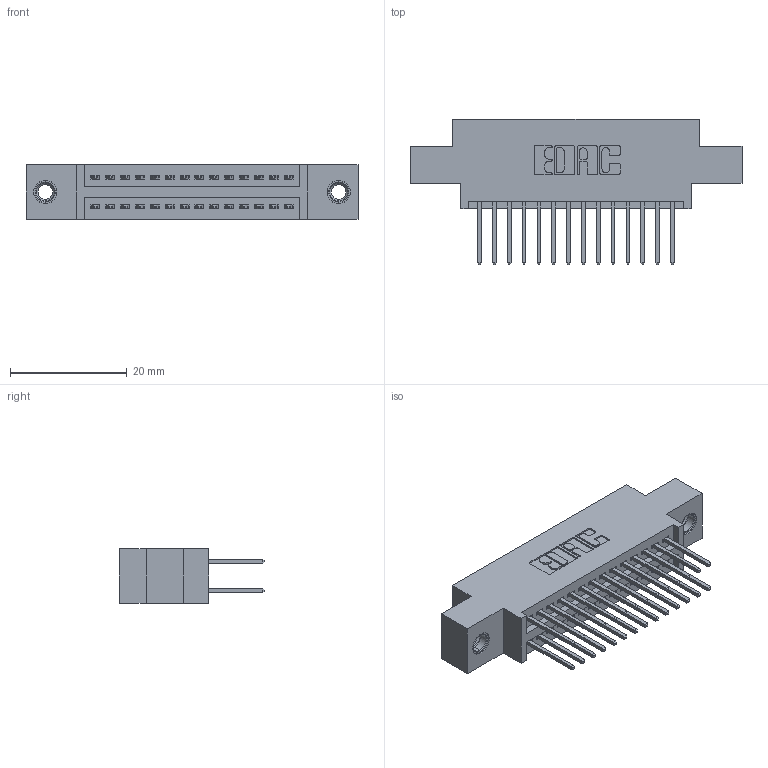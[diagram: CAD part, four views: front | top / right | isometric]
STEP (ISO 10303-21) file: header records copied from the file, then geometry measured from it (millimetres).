
FILE_DESCRIPTION (( 'STEP AP203' ), '1' );
FILE_NAME ('345-028-523-807.STEP', '2018-08-22T09:10:47', ( '' ), ( '' ), 'SwSTEP 2.0', 'SolidWorks 2016', '' );
FILE_SCHEMA (( 'CONFIG_CONTROL_DESIGN' ));
Length unit declared in the file: inch
Products named in the file (4): 345 Part_0.170 Offset - 0.156 Dia-TI; 345-292-001_345-293-123; 345-250-001_345-250-005-103; 345-028-523-807
Assembly tree (31 placements, depth 2):
  345-028-523-807
    345 Part_0.170 Offset - 0.156 Dia-TI
    345-292-001_345-293-123  x28
    345-250-001_345-250-005-103  x2
Bounding box: 56.77 x 24.82 x 9.4 mm (x, y, z)
Volume: 5185.2 mm3; surface area: 7551.1 mm2
Topology: 31 solids, 31 shells, 1590 faces, 4661 edges, 3062 vertices
Faces by surface type: plane 1040, cylinder 534, cone 12, torus 4
Entity records: 16090 total; most frequent: CARTESIAN_POINT 2707, ORIENTED_EDGE 2634, DIRECTION 2447, EDGE_CURVE 1317, LINE 1109, VECTOR 1109, VERTEX_POINT 872, AXIS2_PLACEMENT_3D 669
